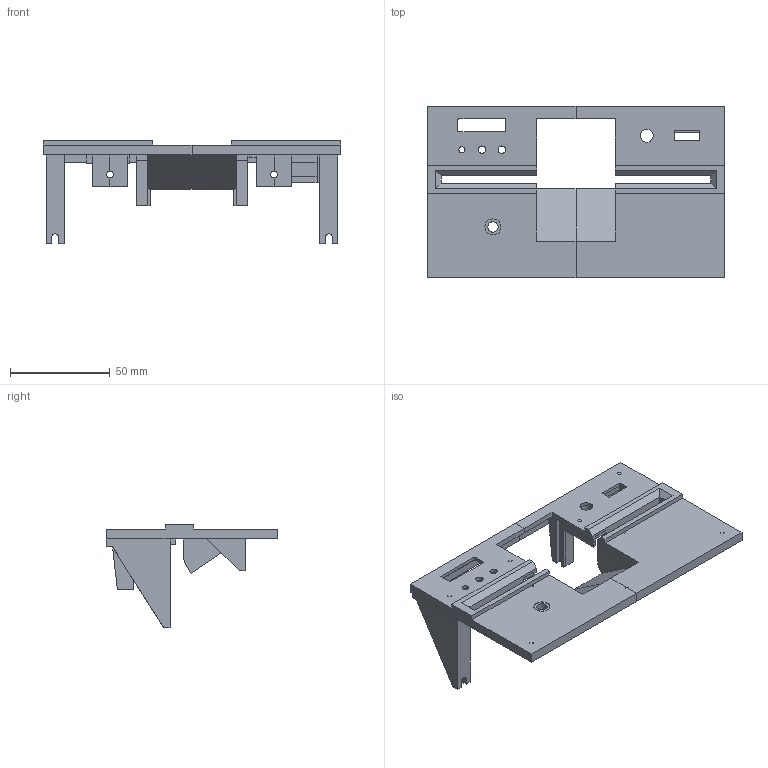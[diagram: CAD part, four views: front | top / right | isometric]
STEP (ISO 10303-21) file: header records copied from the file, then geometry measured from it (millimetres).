
FILE_DESCRIPTION(('FreeCAD Model'),'2;1');
FILE_NAME('Open CASCADE Shape Model','2024-06-23T13:15:28',(''),(''), 'Open CASCADE STEP processor 7.6','FreeCAD','Unknown');
FILE_SCHEMA(('AUTOMOTIVE_DESIGN { 1 0 10303 214 1 1 1 1 }'));
Length unit declared in the file: millimetre
Products named in the file (1): Body
Bounding box: 149.3 x 86 x 51.9 mm (x, y, z)
Volume: 68971.3 mm3; surface area: 41398.4 mm2
Topology: 1 solids, 1 shells, 266 faces, 691 edges, 437 vertices
Faces by surface type: plane 233, cylinder 33
Full cylindrical faces by diameter (mm): 1.85 x9, 3.1 x2, 3.4 x2, 3.7 x4, 5 x1, 5.2 x1, 6.4 x3, 8 x1
Entity records: 7998 total; most frequent: CARTESIAN_POINT 1395, ORIENTED_EDGE 1382, DIRECTION 1294, EDGE_CURVE 691, LINE 622, VECTOR 622, VERTEX_POINT 437, AXIS2_PLACEMENT_3D 336
